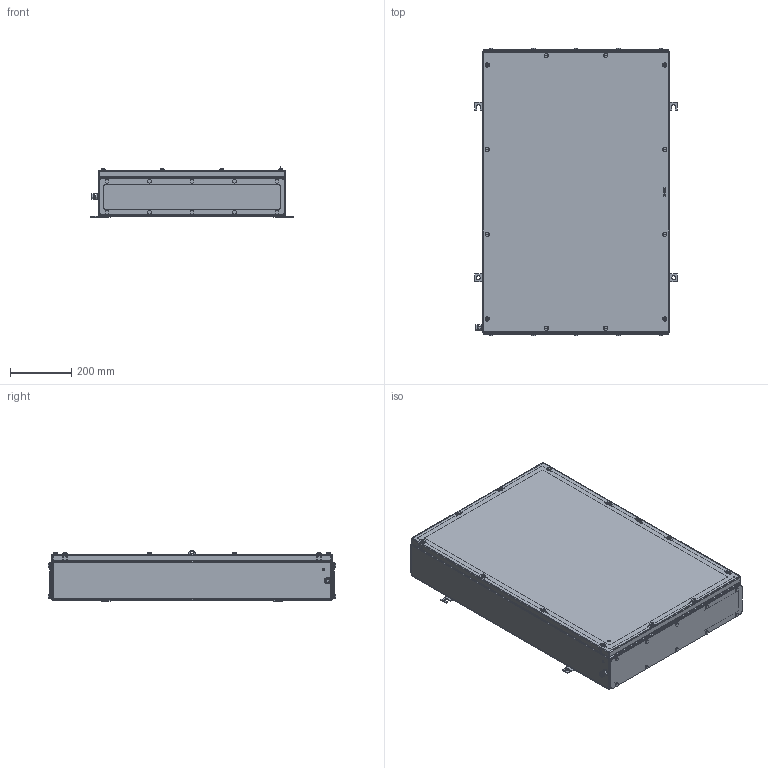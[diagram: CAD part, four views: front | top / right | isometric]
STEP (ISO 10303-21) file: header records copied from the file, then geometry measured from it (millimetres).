
FILE_DESCRIPTION(('CATIA V5 STEP Exchange','CAx-IF Rec.Pracs.--- Model Styling and Organization---1.4--- 2014-01-23'),'2;1');
FILE_NAME ('008591-6_3_1195520000_1195520000.stp','2019-09-24T05:55:39+00:00',('none'),('Weidmueller'),'CATIA Version 5-6 Release 2016 SP3 HF44','CATIA V5 STEP AP214','none');
FILE_SCHEMA(('AUTOMOTIVE_DESIGN { 1 0 10303 214 1 1 1 1 }'));
Products named in the file (1): 1195520000
Bounding box: 661 x 936 x 165 mm (x, y, z)
Volume: 3246631.8 mm3; surface area: 3816427.1 mm2
Topology: 99 solids, 99 shells, 3601 faces, 8430 edges, 4953 vertices
Faces by surface type: cylinder 1567, plane 1270, torus 278, cone 206, sphere 200, bspline 80
Entity records: 101715 total; most frequent: CARTESIAN_POINT 25015, ORIENTED_EDGE 16312, DIRECTION 13440, EDGE_CURVE 8156, AXIS2_PLACEMENT_3D 6232, VERTEX_POINT 4953, VECTOR 4359, LINE 4359
